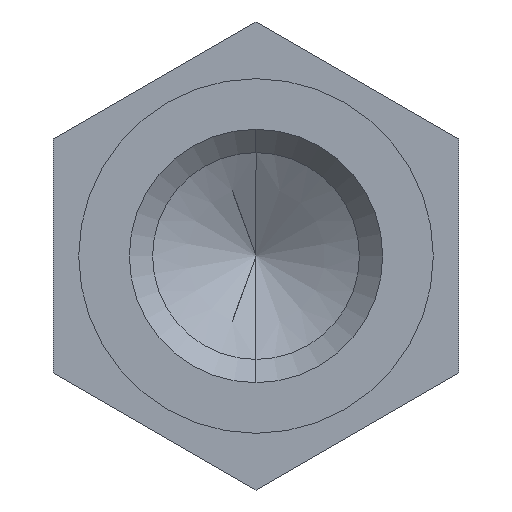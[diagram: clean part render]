
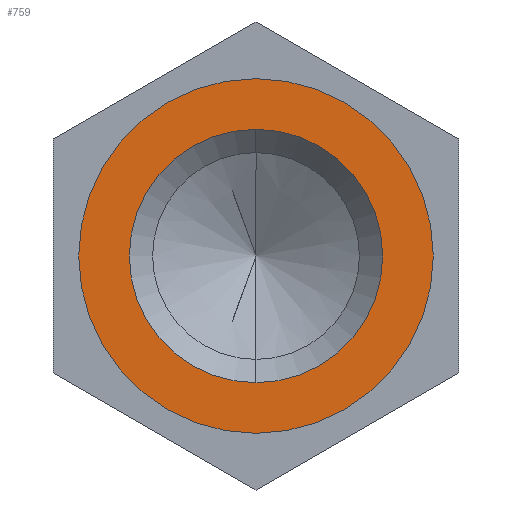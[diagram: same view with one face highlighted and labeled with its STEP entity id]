
A CAD part, left-side view. The second image highlights one B-rep face of the part: STEP entity #759.
In plain terms, the highlighted planar face has unit normal (-1, 0, 0).
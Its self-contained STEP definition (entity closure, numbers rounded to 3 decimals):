
#670=CARTESIAN_POINT('POINT42',(-19.52,0.,-1.5));
#671=VERTEX_POINT('VERTEX42',#670);
#678=CARTESIAN_POINT('POINT43',(-19.52,0.,
   1.5));
#679=VERTEX_POINT('VERTEX43',#678);
#680=CARTESIAN_POINT('POS70',(-19.52,0.,0.));
#681=DIRECTION('DIR104',(1.,0.,0.));
#682=DIRECTION('DIR105',(0.,0.,-1.));
#683=AXIS2_PLACEMENT_3D('AXIS35',#680,#681,#682);
#684=CIRCLE('ELLIPSE15',#683,1.5);
#685=EDGE_CURVE('EDGE64',#679,#671,#684,.T.);
#705=EDGE_CURVE('EDGE66',#671,#679,#684,.T.);
#735=ORIENTED_EDGE('COEDGE133',*,*,#705,.T.);
#736=ORIENTED_EDGE('COEDGE134',*,*,#685,.T.);
#737=EDGE_LOOP('NONE',(#735,#736));
#738=FACE_BOUND('LOOP1',#737,.T.);
#739=CARTESIAN_POINT('POINT46',(-19.52,0.,
   2.1));
#740=VERTEX_POINT('VERTEX46',#739);
#741=CARTESIAN_POINT('POINT47',(-19.52,0.,
   -2.1));
#742=VERTEX_POINT('VERTEX47',#741);
#743=CARTESIAN_POINT('POS75',(-19.52,0.,0.)
   );
#744=DIRECTION('DIR113',(1.,0.,0.));
#745=DIRECTION('DIR114',(0.,0.,1.));
#746=AXIS2_PLACEMENT_3D('AXIS39',#743,#744,#745);
#747=CIRCLE('ELLIPSE17',#746,2.1);
#748=EDGE_CURVE('EDGE69',#740,#742,#747,.T.);
#749=ORIENTED_EDGE('COEDGE135',*,*,#748,.F.);
#750=EDGE_CURVE('EDGE70',#742,#740,#747,.T.);
#751=ORIENTED_EDGE('COEDGE136',*,*,#750,.F.);
#752=EDGE_LOOP('NONE',(#749,#751));
#753=FACE_BOUND('LOOP1',#752,.T.);
#754=CARTESIAN_POINT('POS76',(-19.52,0.,1.05
   ));
#755=DIRECTION('DIR115',(-1.,0.,0.));
#756=DIRECTION('DIR116',(0.,1.,0.));
#757=AXIS2_PLACEMENT_3D('AXIS40',#754,#755,#756);
#758=PLANE('PLANE15',#757);
#759=ADVANCED_FACE('FACE33',(#738,#753),#758,.T.);
